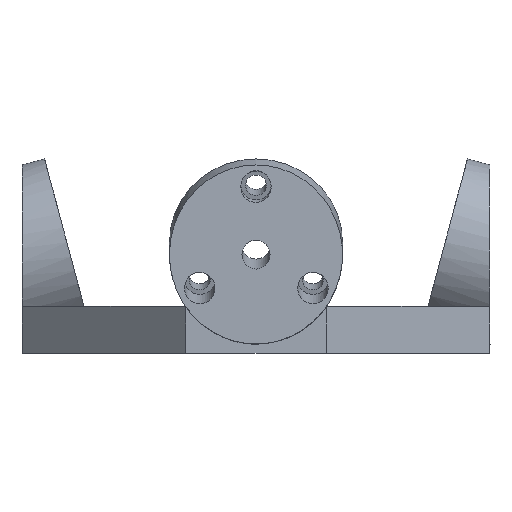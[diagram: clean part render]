
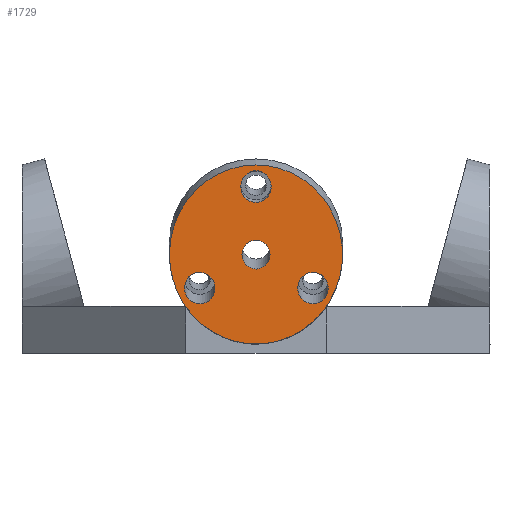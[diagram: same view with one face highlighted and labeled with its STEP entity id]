
A CAD part, left-side view. The second image highlights one B-rep face of the part: STEP entity #1729.
In plain terms, the highlighted planar face has unit normal (-1, 0, 0).
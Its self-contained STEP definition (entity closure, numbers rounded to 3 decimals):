
#1337 = EDGE_CURVE('',#1338,#1338,#1340,.T.);
#1338 = VERTEX_POINT('',#1339);
#1339 = CARTESIAN_POINT('',(-50.02,0.,
    40.216));
#1340 = ELLIPSE('',#1341,19.153,18.5);
#1341 = AXIS2_PLACEMENT_3D('',#1342,#1343,#1344);
#1342 = CARTESIAN_POINT('',(-50.02,0.,
    21.063));
#1343 = DIRECTION('',(-1.,0.,0.));
#1344 = DIRECTION('',(0.,0.,1.));
#1729 = ADVANCED_FACE('',(#1730,#1733,#1744,#1755,#1766),#1777,.T.);
#1730 = FACE_BOUND('',#1731,.T.);
#1731 = EDGE_LOOP('',(#1732));
#1732 = ORIENTED_EDGE('',*,*,#1337,.T.);
#1733 = FACE_BOUND('',#1734,.T.);
#1734 = EDGE_LOOP('',(#1735));
#1735 = ORIENTED_EDGE('',*,*,#1736,.F.);
#1736 = EDGE_CURVE('',#1737,#1737,#1739,.T.);
#1737 = VERTEX_POINT('',#1738);
#1738 = CARTESIAN_POINT('',(-50.02,8.777,
    13.904));
#1739 = ELLIPSE('',#1740,3.365,3.25);
#1740 = AXIS2_PLACEMENT_3D('',#1741,#1742,#1743);
#1741 = CARTESIAN_POINT('',(-50.02,12.027,
    13.904));
#1742 = DIRECTION('',(-1.,0.,0.));
#1743 = DIRECTION('',(0.,0.,1.));
#1744 = FACE_BOUND('',#1745,.T.);
#1745 = EDGE_LOOP('',(#1746));
#1746 = ORIENTED_EDGE('',*,*,#1747,.T.);
#1747 = EDGE_CURVE('',#1748,#1748,#1750,.T.);
#1748 = VERTEX_POINT('',#1749);
#1749 = CARTESIAN_POINT('',(-50.02,-3.,21.063));
#1750 = ELLIPSE('',#1751,3.106,3.);
#1751 = AXIS2_PLACEMENT_3D('',#1752,#1753,#1754);
#1752 = CARTESIAN_POINT('',(-50.02,0.,
    21.063));
#1753 = DIRECTION('',(1.,0.,0.));
#1754 = DIRECTION('',(0.,0.,1.));
#1755 = FACE_BOUND('',#1756,.T.);
#1756 = EDGE_LOOP('',(#1757));
#1757 = ORIENTED_EDGE('',*,*,#1758,.F.);
#1758 = EDGE_CURVE('',#1759,#1759,#1761,.T.);
#1759 = VERTEX_POINT('',#1760);
#1760 = CARTESIAN_POINT('',(-50.02,-15.423,
    13.904));
#1761 = ELLIPSE('',#1762,3.365,3.25);
#1762 = AXIS2_PLACEMENT_3D('',#1763,#1764,#1765);
#1763 = CARTESIAN_POINT('',(-50.02,-12.173,
    13.904));
#1764 = DIRECTION('',(-1.,0.,0.));
#1765 = DIRECTION('',(0.,0.,1.));
#1766 = FACE_BOUND('',#1767,.T.);
#1767 = EDGE_LOOP('',(#1768));
#1768 = ORIENTED_EDGE('',*,*,#1769,.F.);
#1769 = EDGE_CURVE('',#1770,#1770,#1772,.T.);
#1770 = VERTEX_POINT('',#1771);
#1771 = CARTESIAN_POINT('',(-50.02,-3.25,35.557));
#1772 = ELLIPSE('',#1773,3.365,3.25);
#1773 = AXIS2_PLACEMENT_3D('',#1774,#1775,#1776);
#1774 = CARTESIAN_POINT('',(-50.02,0.,
    35.557));
#1775 = DIRECTION('',(-1.,0.,0.));
#1776 = DIRECTION('',(0.,0.,1.));
#1777 = PLANE('',#1778);
#1778 = AXIS2_PLACEMENT_3D('',#1779,#1780,#1781);
#1779 = CARTESIAN_POINT('',(-50.02,-0.017,
    20.942));
#1780 = DIRECTION('',(-1.,0.,0.));
#1781 = DIRECTION('',(0.,-1.,0.));
